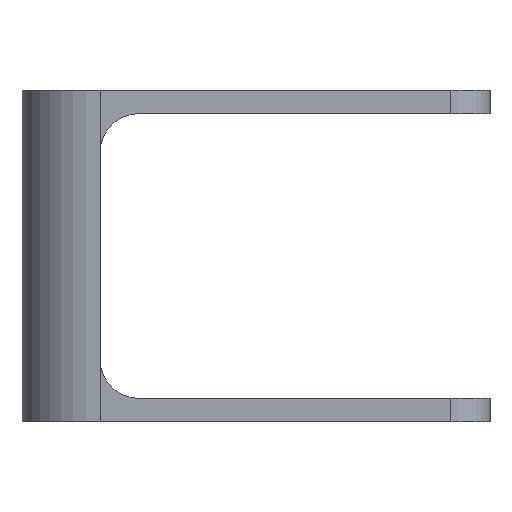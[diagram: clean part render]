
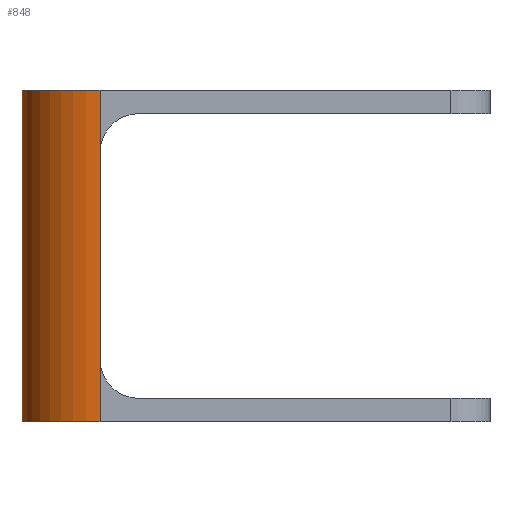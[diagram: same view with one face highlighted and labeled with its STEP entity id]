
A CAD part, left-side view. The second image highlights one B-rep face of the part: STEP entity #848.
In plain terms, the highlighted cylindrical face has radius 10 mm (diameter 20 mm), a partial arc.
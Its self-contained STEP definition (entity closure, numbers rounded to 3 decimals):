
#3 = CIRCLE ( 'NONE', #2417, 10. ) ;
#14 = EDGE_CURVE ( 'NONE', #164, #1093, #1864, .T. ) ;
#15 = EDGE_CURVE ( 'NONE', #1093, #274, #1317, .T. ) ;
#69 = EDGE_CURVE ( 'NONE', #2367, #916, #1714, .T. ) ;
#164 = VERTEX_POINT ( 'NONE', #396 ) ;
#258 = ORIENTED_EDGE ( 'NONE', *, *, #69, .F. ) ;
#274 = VERTEX_POINT ( 'NONE', #1993 ) ;
#290 = ORIENTED_EDGE ( 'NONE', *, *, #2388, .F. ) ;
#332 = CARTESIAN_POINT ( 'NONE',  ( -58., -5., 3. ) ) ;
#396 = CARTESIAN_POINT ( 'NONE',  ( -58., -5., 34.5 ) ) ;
#405 = CARTESIAN_POINT ( 'NONE',  ( -58., -5., 42.5 ) ) ;
#559 = CARTESIAN_POINT ( 'NONE',  ( -48., -5., 3. ) ) ;
#568 = CARTESIAN_POINT ( 'NONE',  ( -48., 5., 42.5 ) ) ;
#610 = EDGE_CURVE ( 'NONE', #164, #1276, #1326, .T. ) ;
#719 = CARTESIAN_POINT ( 'NONE',  ( -58., -5., 155.93 ) ) ;
#727 = ORIENTED_EDGE ( 'NONE', *, *, #610, .T. ) ;
#760 = DIRECTION ( 'NONE',  ( 0., 0., 1. ) ) ;
#828 = VECTOR ( 'NONE', #760, 1000. ) ;
#844 = CARTESIAN_POINT ( 'NONE',  ( -58., -5., 8. ) ) ;
#848 = ADVANCED_FACE ( 'NONE', ( #1133 ), #2262, .T. ) ;
#860 = EDGE_CURVE ( 'NONE', #1276, #916, #1627, .T. ) ;
#916 = VERTEX_POINT ( 'NONE', #568 ) ;
#1031 = AXIS2_PLACEMENT_3D ( 'NONE', #1252, #2089, #1652 ) ;
#1032 = VECTOR ( 'NONE', #1091, 1000. ) ;
#1071 = DIRECTION ( 'NONE',  ( -1., 0., 0. ) ) ;
#1091 = DIRECTION ( 'NONE',  ( 0., 0., -1. ) ) ;
#1093 = VERTEX_POINT ( 'NONE', #844 ) ;
#1133 = FACE_OUTER_BOUND ( 'NONE', #1696, .T. ) ;
#1252 = CARTESIAN_POINT ( 'NONE',  ( -48., -5., 42.5 ) ) ;
#1269 = VECTOR ( 'NONE', #2323, 1000. ) ;
#1276 = VERTEX_POINT ( 'NONE', #405 ) ;
#1292 = DIRECTION ( 'NONE',  ( 0., 0., -1. ) ) ;
#1317 = LINE ( 'NONE', #332, #1032 ) ;
#1322 = CARTESIAN_POINT ( 'NONE',  ( -48., 5., 0. ) ) ;
#1326 = LINE ( 'NONE', #2095, #828 ) ;
#1338 = CARTESIAN_POINT ( 'NONE',  ( -48., -5., 0. ) ) ;
#1518 = CARTESIAN_POINT ( 'NONE',  ( -48., 5., 3. ) ) ;
#1538 = VECTOR ( 'NONE', #1292, 1000. ) ;
#1627 = CIRCLE ( 'NONE', #1031, 10. ) ;
#1652 = DIRECTION ( 'NONE',  ( -1., 0., 0. ) ) ;
#1661 = AXIS2_PLACEMENT_3D ( 'NONE', #559, #2024, #1071 ) ;
#1696 = EDGE_LOOP ( 'NONE', ( #2043, #1709, #727, #2187, #258, #290 ) ) ;
#1709 = ORIENTED_EDGE ( 'NONE', *, *, #14, .F. ) ;
#1714 = LINE ( 'NONE', #1518, #1269 ) ;
#1864 = LINE ( 'NONE', #719, #1538 ) ;
#1993 = CARTESIAN_POINT ( 'NONE',  ( -58., -5., 0. ) ) ;
#2024 = DIRECTION ( 'NONE',  ( 0., 0., -1. ) ) ;
#2043 = ORIENTED_EDGE ( 'NONE', *, *, #15, .F. ) ;
#2059 = DIRECTION ( 'NONE',  ( -1., 0., 0. ) ) ;
#2089 = DIRECTION ( 'NONE',  ( 0., 0., -1. ) ) ;
#2095 = CARTESIAN_POINT ( 'NONE',  ( -58., -5., 39.5 ) ) ;
#2187 = ORIENTED_EDGE ( 'NONE', *, *, #860, .T. ) ;
#2262 = CYLINDRICAL_SURFACE ( 'NONE', #1661, 10. ) ;
#2264 = DIRECTION ( 'NONE',  ( 0., 0., -1. ) ) ;
#2323 = DIRECTION ( 'NONE',  ( 0., 0., 1. ) ) ;
#2367 = VERTEX_POINT ( 'NONE', #1322 ) ;
#2388 = EDGE_CURVE ( 'NONE', #274, #2367, #3, .T. ) ;
#2417 = AXIS2_PLACEMENT_3D ( 'NONE', #1338, #2264, #2059 ) ;
